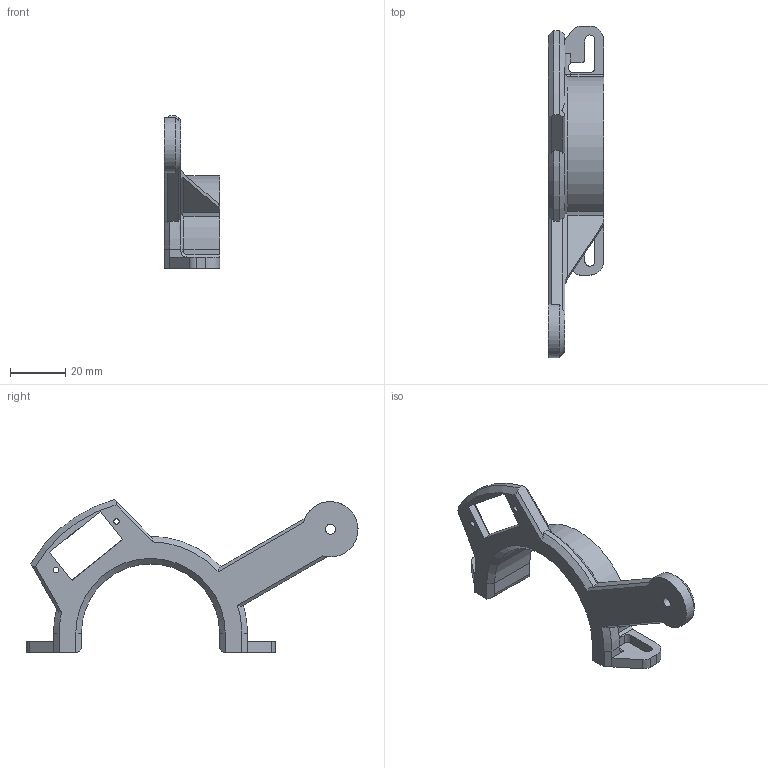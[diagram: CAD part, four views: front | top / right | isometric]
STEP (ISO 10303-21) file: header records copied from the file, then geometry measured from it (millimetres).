
FILE_DESCRIPTION(('STEP AP242'), '1');
FILE_NAME('????????-??????', '', ('UNSPECIFIED'), ('UNSPECIFIED'), 'C3D Converter', 'C3D Toolkit', '');
FILE_SCHEMA(('AP242_MANAGED_MODEL_BASED_3D_ENGINEERING_MIM_LF { 1 0 10303 442 1 1 4 }'));
Length unit declared in the file: millimetre
Bounding box: 20 x 120 x 55.3 mm (x, y, z)
Volume: 16324.7 mm3; surface area: 10843.7 mm2
Topology: 1 solids, 1 shells, 104 faces, 308 edges, 204 vertices
Faces by surface type: plane 64, cylinder 28, cone 12
Full cylindrical faces by diameter (mm): 2 x2, 3.6 x1
Entity records: 3875 total; most frequent: CARTESIAN_POINT 1056, ORIENTED_EDGE 604, DIRECTION 548, EDGE_CURVE 302, VERTEX_POINT 200, LINE 188, VECTOR 188, AXIS2_PLACEMENT_3D 180
